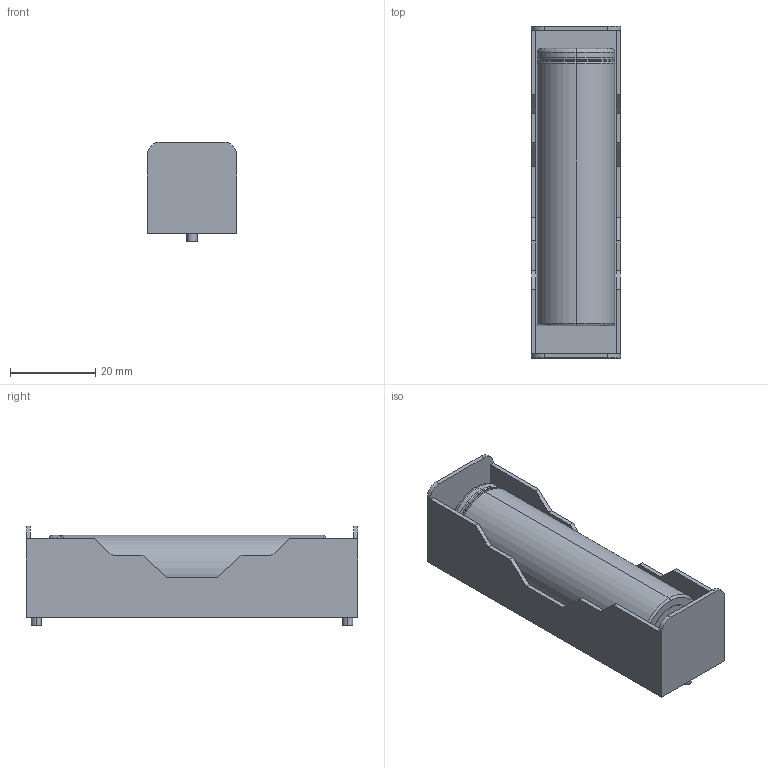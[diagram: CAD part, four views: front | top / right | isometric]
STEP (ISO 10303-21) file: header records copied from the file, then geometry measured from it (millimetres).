
FILE_DESCRIPTION (( 'STEP AP214' ), '1' );
FILE_NAME ('BatteryHolder 1x18650.STEP', '2019-02-16T15:36:13', ( '' ), ( '' ), 'SwSTEP 2.0', 'SolidWorks 2018', '' );
FILE_SCHEMA (( 'AUTOMOTIVE_DESIGN' ));
Length unit declared in the file: millimetre
Products named in the file (3): Battery 18650_hr_Domyslna; BatteryHolder 1x18650
Assembly tree (2 placements, depth 2):
  BatteryHolder 1x18650
    BatteryHolder 1x18650
    Battery 18650_hr_Domyslna
Bounding box: 20.9 x 77.7 x 23.4 mm (x, y, z)
Volume: 21401.8 mm3; surface area: 13758 mm2
Topology: 2 solids, 2 shells, 114 faces, 284 edges, 171 vertices
Faces by surface type: plane 46, cylinder 36, torus 16, cone 8, bspline 6, sphere 2
Entity records: 3932 total; most frequent: CARTESIAN_POINT 838, DIRECTION 595, ORIENTED_EDGE 556, EDGE_CURVE 278, AXIS2_PLACEMENT_3D 228, VERTEX_POINT 171, LINE 139, VECTOR 139
